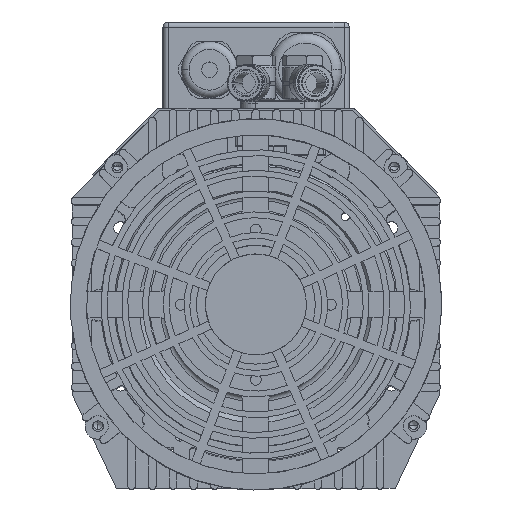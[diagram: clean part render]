
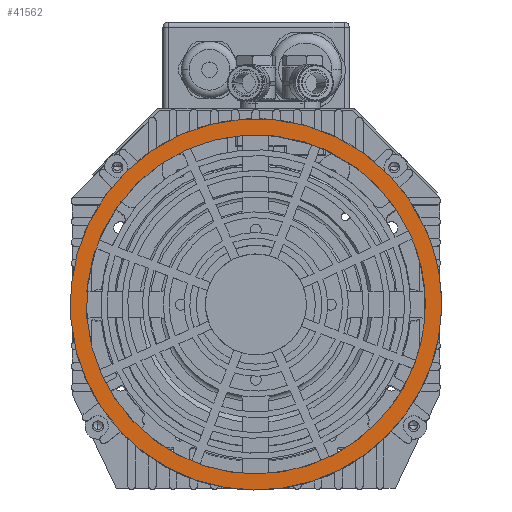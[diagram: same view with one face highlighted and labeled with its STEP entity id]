
A CAD part, top view. The second image highlights one B-rep face of the part: STEP entity #41562.
In plain terms, the highlighted face is planar.
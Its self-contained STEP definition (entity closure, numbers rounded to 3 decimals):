
#847 = EDGE_CURVE ( 'NONE', #37483, #79878, #36910, .T. ) ;
#2039 = EDGE_CURVE ( 'NONE', #65685, #16866, #43687, .T. ) ;
#3639 = DIRECTION ( 'NONE',  ( 0., 0., -1. ) ) ;
#3997 = EDGE_LOOP ( 'NONE', ( #104181, #73474 ) ) ;
#4267 = FACE_OUTER_BOUND ( 'NONE', #103190, .T. ) ;
#6427 = CARTESIAN_POINT ( 'NONE',  ( -65.5, 0., 0. ) ) ;
#14942 = AXIS2_PLACEMENT_3D ( 'NONE', #36302, #3639, #95425 ) ;
#16540 = CARTESIAN_POINT ( 'NONE',  ( -65.5, 0., 0. ) ) ;
#16594 = CARTESIAN_POINT ( 'NONE',  ( -71.75, 0., 0. ) ) ;
#16866 = VERTEX_POINT ( 'NONE', #6427 ) ;
#29055 = PLANE ( 'NONE',  #14942 ) ;
#29270 = EDGE_CURVE ( 'NONE', #79878, #37483, #32767, .T. ) ;
#32767 =( BOUNDED_CURVE ( )  B_SPLINE_CURVE ( 3, ( #51680, #67407, #60071, #100937 ),
 .UNSPECIFIED., .F., .F. ) 
 B_SPLINE_CURVE_WITH_KNOTS ( ( 4, 4 ),
 ( 0., 0.227 ),
 .UNSPECIFIED. ) 
 CURVE ( )  GEOMETRIC_REPRESENTATION_ITEM ( )  RATIONAL_B_SPLINE_CURVE ( ( 1., 0.333, 0.333, 1. ) ) 
 REPRESENTATION_ITEM ( '' )  );
#36302 = CARTESIAN_POINT ( 'NONE',  ( 72.611, 72.611, 0. ) ) ;
#36910 = CIRCLE ( 'NONE', #93961, 71.75 ) ;
#37483 = VERTEX_POINT ( 'NONE', #16594 ) ;
#38930 = DIRECTION ( 'NONE',  ( 0., 0., -1. ) ) ;
#41562 = ADVANCED_FACE ( 'NONE', ( #69339, #4267 ), #29055, .T. ) ;
#43687 = CIRCLE ( 'NONE', #106680, 65.5 ) ;
#46212 = DIRECTION ( 'NONE',  ( 1., 0., 0. ) ) ;
#51680 = CARTESIAN_POINT ( 'NONE',  ( 71.75, 0., 0. ) ) ;
#60071 = CARTESIAN_POINT ( 'NONE',  ( -71.75, -143.5, 0. ) ) ;
#61880 = CARTESIAN_POINT ( 'NONE',  ( 71.75, 0., 0. ) ) ;
#65685 = VERTEX_POINT ( 'NONE', #78586 ) ;
#67407 = CARTESIAN_POINT ( 'NONE',  ( 71.75, -143.5, 0. ) ) ;
#69339 = FACE_BOUND ( 'NONE', #3997, .T. ) ;
#70674 = CARTESIAN_POINT ( 'NONE',  ( 0., 0., 0. ) ) ;
#73474 = ORIENTED_EDGE ( 'NONE', *, *, #74946, .F. ) ;
#74071 = CARTESIAN_POINT ( 'NONE',  ( 65.5, 0., 0. ) ) ;
#74946 = EDGE_CURVE ( 'NONE', #65685, #16866, #76325, .T. ) ;
#75659 = ORIENTED_EDGE ( 'NONE', *, *, #847, .T. ) ;
#76028 = ORIENTED_EDGE ( 'NONE', *, *, #29270, .T. ) ;
#76325 =( BOUNDED_CURVE ( )  B_SPLINE_CURVE ( 3, ( #74071, #91908, #99609, #16540 ),
 .UNSPECIFIED., .F., .F. ) 
 B_SPLINE_CURVE_WITH_KNOTS ( ( 4, 4 ),
 ( 0., 0.207 ),
 .UNSPECIFIED. ) 
 CURVE ( )  GEOMETRIC_REPRESENTATION_ITEM ( )  RATIONAL_B_SPLINE_CURVE ( ( 1., 0.333, 0.333, 1. ) ) 
 REPRESENTATION_ITEM ( '' )  );
#78586 = CARTESIAN_POINT ( 'NONE',  ( 65.5, 0., 0. ) ) ;
#79075 = DIRECTION ( 'NONE',  ( 1., 0., 0. ) ) ;
#79878 = VERTEX_POINT ( 'NONE', #61880 ) ;
#91908 = CARTESIAN_POINT ( 'NONE',  ( 65.5, -131., 0. ) ) ;
#93961 = AXIS2_PLACEMENT_3D ( 'NONE', #94588, #38930, #46212 ) ;
#94588 = CARTESIAN_POINT ( 'NONE',  ( 0., 0., 0. ) ) ;
#95425 = DIRECTION ( 'NONE',  ( -1., 0., 0. ) ) ;
#95475 = DIRECTION ( 'NONE',  ( 0., 0., 1. ) ) ;
#99609 = CARTESIAN_POINT ( 'NONE',  ( -65.5, -131., 0. ) ) ;
#100937 = CARTESIAN_POINT ( 'NONE',  ( -71.75, 0., 0. ) ) ;
#103190 = EDGE_LOOP ( 'NONE', ( #75659, #76028 ) ) ;
#104181 = ORIENTED_EDGE ( 'NONE', *, *, #2039, .T. ) ;
#106680 = AXIS2_PLACEMENT_3D ( 'NONE', #70674, #95475, #79075 ) ;
